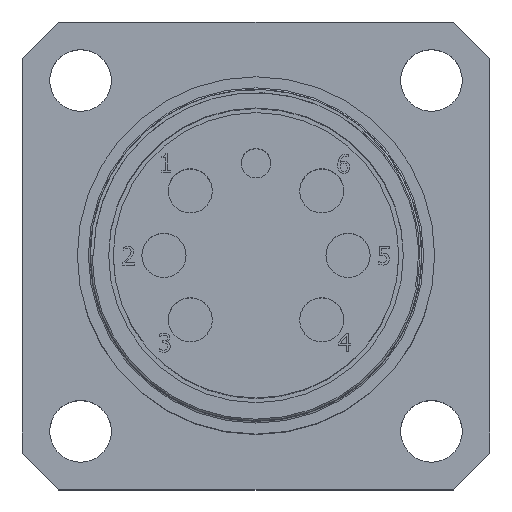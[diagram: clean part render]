
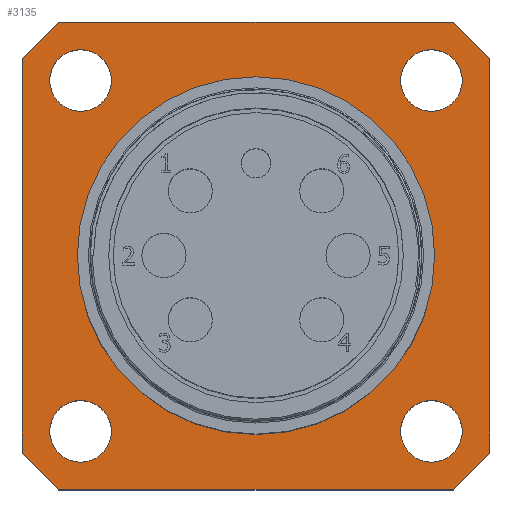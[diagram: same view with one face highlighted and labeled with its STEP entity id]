
A CAD part, top view. The second image highlights one B-rep face of the part: STEP entity #3135.
In plain terms, the highlighted planar face has unit normal (0, 0, 1).
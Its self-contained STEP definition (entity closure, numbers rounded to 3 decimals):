
#71=CIRCLE($,#3291,19.4);
#72=CIRCLE($,#3292,3.35);
#73=CIRCLE($,#3293,3.35);
#74=CIRCLE($,#3294,3.35);
#75=CIRCLE($,#3295,3.35);
#206=FACE_BOUND($,#596,.T.);
#207=FACE_BOUND($,#597,.T.);
#208=FACE_BOUND($,#598,.T.);
#209=FACE_BOUND($,#599,.T.);
#210=FACE_BOUND($,#600,.T.);
#377=FACE_OUTER_BOUND($,#595,.T.);
#595=EDGE_LOOP($,(#2733,#2734,#2735,#2736,#2737,#2738,#2739,#2740));
#596=EDGE_LOOP($,(#2741));
#597=EDGE_LOOP($,(#2742));
#598=EDGE_LOOP($,(#2743));
#599=EDGE_LOOP($,(#2744));
#600=EDGE_LOOP($,(#2745));
#881=LINE($,#5695,#1115);
#887=LINE($,#5706,#1121);
#894=LINE($,#5732,#1128);
#897=LINE($,#5737,#1131);
#899=LINE($,#5741,#1133);
#900=LINE($,#5743,#1134);
#901=LINE($,#5744,#1135);
#902=LINE($,#5745,#1136);
#1115=VECTOR($,#3758,5.657);
#1121=VECTOR($,#3766,42.8);
#1128=VECTOR($,#3787,5.657);
#1131=VECTOR($,#3792,42.8);
#1133=VECTOR($,#3796,5.657);
#1134=VECTOR($,#3797,42.8);
#1135=VECTOR($,#3798,5.657);
#1136=VECTOR($,#3799,42.8);
#1525=VERTEX_POINT($,#5693);
#1526=VERTEX_POINT($,#5694);
#1530=VERTEX_POINT($,#5704);
#1541=VERTEX_POINT($,#5730);
#1542=VERTEX_POINT($,#5731);
#1543=VERTEX_POINT($,#5736);
#1544=VERTEX_POINT($,#5740);
#1545=VERTEX_POINT($,#5742);
#1546=VERTEX_POINT($,#5746);
#1547=VERTEX_POINT($,#5748);
#1548=VERTEX_POINT($,#5750);
#1549=VERTEX_POINT($,#5752);
#1550=VERTEX_POINT($,#5754);
#1938=EDGE_CURVE($,#1525,#1526,#881,.T.);
#1944=EDGE_CURVE($,#1530,#1525,#887,.T.);
#1956=EDGE_CURVE($,#1541,#1542,#894,.T.);
#1959=EDGE_CURVE($,#1542,#1543,#897,.T.);
#1961=EDGE_CURVE($,#1544,#1530,#899,.T.);
#1962=EDGE_CURVE($,#1545,#1544,#900,.T.);
#1963=EDGE_CURVE($,#1543,#1545,#901,.T.);
#1964=EDGE_CURVE($,#1526,#1541,#902,.T.);
#1965=EDGE_CURVE($,#1546,#1546,#71,.T.);
#1966=EDGE_CURVE($,#1547,#1547,#72,.T.);
#1967=EDGE_CURVE($,#1548,#1548,#73,.T.);
#1968=EDGE_CURVE($,#1549,#1549,#74,.T.);
#1969=EDGE_CURVE($,#1550,#1550,#75,.T.);
#2733=ORIENTED_EDGE($,*,*,#1938,.F.);
#2734=ORIENTED_EDGE($,*,*,#1944,.F.);
#2735=ORIENTED_EDGE($,*,*,#1961,.F.);
#2736=ORIENTED_EDGE($,*,*,#1962,.F.);
#2737=ORIENTED_EDGE($,*,*,#1963,.F.);
#2738=ORIENTED_EDGE($,*,*,#1959,.F.);
#2739=ORIENTED_EDGE($,*,*,#1956,.F.);
#2740=ORIENTED_EDGE($,*,*,#1964,.F.);
#2741=ORIENTED_EDGE($,*,*,#1965,.T.);
#2742=ORIENTED_EDGE($,*,*,#1966,.T.);
#2743=ORIENTED_EDGE($,*,*,#1967,.T.);
#2744=ORIENTED_EDGE($,*,*,#1968,.T.);
#2745=ORIENTED_EDGE($,*,*,#1969,.T.);
#2939=PLANE($,#3290);
#3135=ADVANCED_FACE($,(#377,#206,#207,#208,#209,#210),#2939,.T.);
#3290=AXIS2_PLACEMENT_3D($,#5739,#3794,#3795);
#3291=AXIS2_PLACEMENT_3D($,#5747,#3800,#3801);
#3292=AXIS2_PLACEMENT_3D($,#5749,#3802,#3803);
#3293=AXIS2_PLACEMENT_3D($,#5751,#3804,#3805);
#3294=AXIS2_PLACEMENT_3D($,#5753,#3806,#3807);
#3295=AXIS2_PLACEMENT_3D($,#5755,#3808,#3809);
#3758=DIRECTION($,(0.707,-0.707,0.));
#3766=DIRECTION($,(1.,0.,0.));
#3787=DIRECTION($,(-0.707,-0.707,0.));
#3792=DIRECTION($,(-1.,0.,0.));
#3794=DIRECTION('center_axis',(0.,0.,1.));
#3795=DIRECTION('ref_axis',(1.,0.,0.));
#3796=DIRECTION($,(0.707,0.707,0.));
#3797=DIRECTION($,(0.,1.,0.));
#3798=DIRECTION($,(-0.707,0.707,0.));
#3799=DIRECTION($,(0.,-1.,0.));
#3800=DIRECTION('center_axis',(0.,0.,-1.));
#3801=DIRECTION('ref_axis',(-1.,0.,0.));
#3802=DIRECTION('center_axis',(0.,0.,-1.));
#3803=DIRECTION('ref_axis',(-1.,0.,0.));
#3804=DIRECTION('center_axis',(0.,0.,-1.));
#3805=DIRECTION('ref_axis',(0.,-1.,0.));
#3806=DIRECTION('center_axis',(0.,0.,-1.));
#3807=DIRECTION('ref_axis',(1.,0.,0.));
#3808=DIRECTION('center_axis',(0.,0.,-1.));
#3809=DIRECTION('ref_axis',(0.,1.,0.));
#5693=CARTESIAN_POINT('',(21.4,25.4,22.2));
#5694=CARTESIAN_POINT('',(25.4,21.4,22.2));
#5695=CARTESIAN_POINT($,(23.4,23.4,22.2));
#5704=CARTESIAN_POINT('',(-21.4,25.4,22.2));
#5706=CARTESIAN_POINT($,(-25.4,25.4,22.2));
#5730=CARTESIAN_POINT('',(25.4,-21.4,22.2));
#5731=CARTESIAN_POINT('',(21.4,-25.4,22.2));
#5732=CARTESIAN_POINT($,(23.4,-23.4,22.2));
#5736=CARTESIAN_POINT('',(-21.4,-25.4,22.2));
#5737=CARTESIAN_POINT($,(25.4,-25.4,22.2));
#5739=CARTESIAN_POINT('Origin',(0.,0.,22.2));
#5740=CARTESIAN_POINT('',(-25.4,21.4,22.2));
#5741=CARTESIAN_POINT($,(-23.4,23.4,22.2));
#5742=CARTESIAN_POINT('',(-25.4,-21.4,22.2));
#5743=CARTESIAN_POINT($,(-25.4,-25.4,22.2));
#5744=CARTESIAN_POINT($,(-23.4,-23.4,22.2));
#5745=CARTESIAN_POINT($,(25.4,25.4,22.2));
#5746=CARTESIAN_POINT('',(19.4,0.,22.2));
#5747=CARTESIAN_POINT('Origin',(0.,0.,22.2));
#5748=CARTESIAN_POINT('',(-15.699,19.049,22.2));
#5749=CARTESIAN_POINT('Origin',(-19.049,19.049,22.2));
#5750=CARTESIAN_POINT('',(-19.049,-15.699,22.2));
#5751=CARTESIAN_POINT('Origin',(-19.049,-19.049,22.2));
#5752=CARTESIAN_POINT('',(15.699,-19.049,22.2));
#5753=CARTESIAN_POINT('Origin',(19.049,-19.049,22.2));
#5754=CARTESIAN_POINT('',(19.049,15.699,22.2));
#5755=CARTESIAN_POINT('Origin',(19.049,19.049,22.2));
